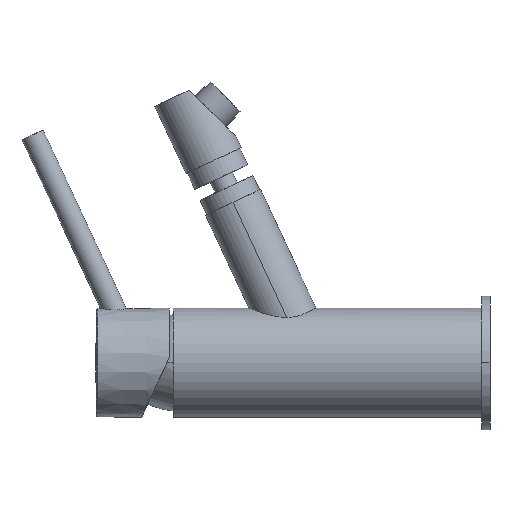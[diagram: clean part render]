
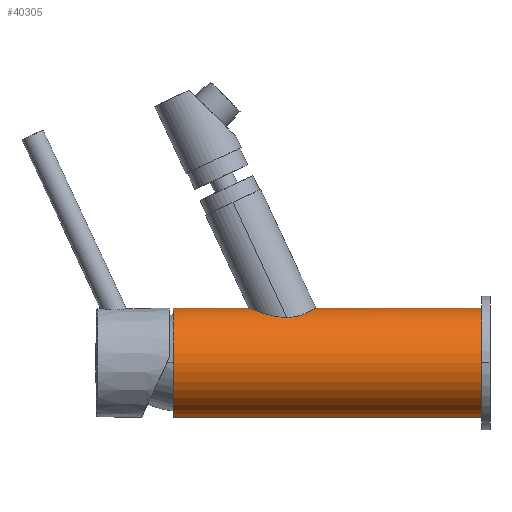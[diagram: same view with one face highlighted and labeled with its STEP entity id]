
A CAD part, left-side view. The second image highlights one B-rep face of the part: STEP entity #40305.
In plain terms, the highlighted cylindrical face has radius 22.5 mm (diameter 45 mm), a partial arc.
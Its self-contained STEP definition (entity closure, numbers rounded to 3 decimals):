
#12334=CARTESIAN_POINT('',(0.,127.,0.));
#12335=DIRECTION('',(0.,1.,0.));
#12336=DIRECTION('',(0.,0.,-1.));
#12337=AXIS2_PLACEMENT_3D('',#12334,#12335,#12336);
#12354=DIRECTION('',(0.,1.,0.));
#12355=VECTOR('',#12354,68.208);
#12356=CARTESIAN_POINT('',(0.,0.,22.5));
#12357=LINE('',#12356,#12355);
#12358=CARTESIAN_POINT('',(0.,68.208,22.5));
#12410=CARTESIAN_POINT('',(0.,95.792,22.5));
#12412=DIRECTION('',(0.,1.,0.));
#12413=VECTOR('',#12412,31.208);
#12414=CARTESIAN_POINT('',(0.,95.792,22.5));
#12415=LINE('',#12414,#12413);
#13191=DIRECTION('',(0.,1.,0.));
#13192=VECTOR('',#13191,127.);
#13193=CARTESIAN_POINT('',(0.,0.,-22.5));
#13194=LINE('',#13193,#13192);
#13195=CARTESIAN_POINT('',(0.,95.792,22.5));
#13196=CARTESIAN_POINT('',(-0.239,95.792,22.5));
#13197=CARTESIAN_POINT('',(-0.717,95.774,
22.492));
#13198=CARTESIAN_POINT('',(-1.438,95.689,
22.458));
#13199=CARTESIAN_POINT('',(-2.161,95.546,
22.4));
#13200=CARTESIAN_POINT('',(-2.888,95.343,
22.318));
#13201=CARTESIAN_POINT('',(-3.624,95.074,
22.21));
#13202=CARTESIAN_POINT('',(-4.364,94.737,
22.077));
#13203=CARTESIAN_POINT('',(-5.108,94.327,
21.917));
#13204=CARTESIAN_POINT('',(-5.861,93.834,
21.728));
#13205=CARTESIAN_POINT('',(-6.616,93.254,
21.51));
#13206=CARTESIAN_POINT('',(-7.368,92.581,
21.264));
#13207=CARTESIAN_POINT('',(-8.108,91.813,
20.993));
#13208=CARTESIAN_POINT('',(-8.83,90.944,
20.7));
#13209=CARTESIAN_POINT('',(-9.517,89.982,
20.392));
#13210=CARTESIAN_POINT('',(-10.157,88.939,
20.081));
#13211=CARTESIAN_POINT('',(-10.732,87.834,
19.779));
#13212=CARTESIAN_POINT('',(-11.229,86.696,
19.5));
#13213=CARTESIAN_POINT('',(-11.644,85.545,
19.255));
#13214=CARTESIAN_POINT('',(-11.972,84.408,
19.052));
#13215=CARTESIAN_POINT('',(-12.217,83.298,
18.895));
#13216=CARTESIAN_POINT('',(-12.386,82.221,
18.784));
#13217=CARTESIAN_POINT('',(-12.481,81.19,
18.721));
#13218=CARTESIAN_POINT('',(-12.5,80.545,
18.708));
#13219=CARTESIAN_POINT('',(-12.5,80.232,
18.708));
#13221=CARTESIAN_POINT('',(-12.5,80.232,
18.708));
#13222=CARTESIAN_POINT('',(-12.5,79.938,
18.708));
#13223=CARTESIAN_POINT('',(-12.483,79.362,
18.72));
#13224=CARTESIAN_POINT('',(-12.409,78.53,
18.769));
#13225=CARTESIAN_POINT('',(-12.29,77.731,
18.847));
#13226=CARTESIAN_POINT('',(-12.126,76.963,
18.953));
#13227=CARTESIAN_POINT('',(-11.918,76.221,
19.085));
#13228=CARTESIAN_POINT('',(-11.666,75.503,
19.24));
#13229=CARTESIAN_POINT('',(-11.467,75.037,
19.359));
#13230=CARTESIAN_POINT('',(-11.359,74.808,
19.422));
#13232=CARTESIAN_POINT('',(-11.359,74.808,
19.422));
#13233=CARTESIAN_POINT('',(-11.004,74.363,
19.63));
#13234=CARTESIAN_POINT('',(-10.301,73.537,
20.015));
#13235=CARTESIAN_POINT('',(-9.287,72.489,
20.504));
#13236=CARTESIAN_POINT('',(-8.308,71.599,
20.918));
#13237=CARTESIAN_POINT('',(-7.365,70.85,
21.268));
#13238=CARTESIAN_POINT('',(-6.456,70.223,
21.56));
#13239=CARTESIAN_POINT('',(-5.579,69.701,
21.804));
#13240=CARTESIAN_POINT('',(-4.729,69.274,
22.003));
#13241=CARTESIAN_POINT('',(-3.903,68.928,
22.164));
#13242=CARTESIAN_POINT('',(-3.098,68.657,
22.291));
#13243=CARTESIAN_POINT('',(-2.309,68.453,
22.386));
#13244=CARTESIAN_POINT('',(-1.532,68.31,
22.452));
#13245=CARTESIAN_POINT('',(-0.764,68.226,
22.491));
#13246=CARTESIAN_POINT('',(-0.254,68.208,22.5));
#13247=CARTESIAN_POINT('',(0.,68.208,22.5));
#13249=CARTESIAN_POINT('',(0.,0.,0.));
#13250=DIRECTION('',(0.,1.,0.));
#13251=DIRECTION('',(0.,0.,-1.));
#13252=AXIS2_PLACEMENT_3D('',#13249,#13250,#13251);
#14493=CARTESIAN_POINT('',(0.,127.,22.5));
#14494=CARTESIAN_POINT('',(0.,127.,-22.5));
#14495=VERTEX_POINT('',#14493);
#14496=VERTEX_POINT('',#14494);
#17480=VERTEX_POINT('',#12358);
#17483=VERTEX_POINT('',#12410);
#17484=VERTEX_POINT('',#13232);
#17485=VERTEX_POINT('',#13219);
#17664=CARTESIAN_POINT('',(0.,0.,22.5));
#17665=CARTESIAN_POINT('',(0.,0.,-22.5));
#17666=VERTEX_POINT('',#17664);
#17667=VERTEX_POINT('',#17665);
#40287=CARTESIAN_POINT('',(0.,0.,0.));
#40288=DIRECTION('',(0.,1.,0.));
#40289=DIRECTION('',(0.,0.,1.));
#40290=AXIS2_PLACEMENT_3D('',#40287,#40288,#40289);
#40291=CYLINDRICAL_SURFACE('',#40290,22.5);
#40292=ORIENTED_EDGE('',*,*,#38922,.T.);
#40293=ORIENTED_EDGE('',*,*,#38887,.T.);
#40294=ORIENTED_EDGE('',*,*,#38919,.F.);
#40296=ORIENTED_EDGE('',*,*,#40295,.T.);
#40298=ORIENTED_EDGE('',*,*,#40297,.T.);
#40300=ORIENTED_EDGE('',*,*,#40299,.T.);
#40301=ORIENTED_EDGE('',*,*,#38911,.F.);
#40302=ORIENTED_EDGE('',*,*,#38946,.F.);
#40303=EDGE_LOOP('',(#40292,#40293,#40294,#40296,#40298,#40300,#40301,#40302));
#40304=FACE_OUTER_BOUND('',#40303,.F.);
#40305=ADVANCED_FACE('',(#40304),#40291,.T.);
#12338=CIRCLE('',#12337,22.5);
#13220=B_SPLINE_CURVE_WITH_KNOTS('',3,(#13195,#13196,#13197,#13198,#13199,
#13200,#13201,#13202,#13203,#13204,#13205,#13206,#13207,#13208,#13209,#13210,
#13211,#13212,#13213,#13214,#13215,#13216,#13217,#13218,#13219),.UNSPECIFIED.,
.F.,.F.,(4,1,1,1,1,1,1,1,1,1,1,1,1,1,1,1,1,1,1,1,1,1,4),(0.,0.045,
0.091,0.136,0.182,0.227,
0.273,0.318,0.364,0.409,
0.455,0.5,0.545,0.591,0.636,
0.682,0.727,0.773,0.818,
0.864,0.909,0.955,1.),.UNSPECIFIED.);
#13231=B_SPLINE_CURVE_WITH_KNOTS('',3,(#13221,#13222,#13223,#13224,#13225,
#13226,#13227,#13228,#13229,#13230),.UNSPECIFIED.,.F.,.F.,(4,1,1,1,1,1,1,4),(
0.,0.143,0.286,0.429,0.571,
0.714,0.857,1.),.UNSPECIFIED.);
#13248=B_SPLINE_CURVE_WITH_KNOTS('',3,(#13232,#13233,#13234,#13235,#13236,
#13237,#13238,#13239,#13240,#13241,#13242,#13243,#13244,#13245,#13246,#13247),
.UNSPECIFIED.,.F.,.F.,(4,1,1,1,1,1,1,1,1,1,1,1,1,4),(0.,0.077,
0.154,0.231,0.308,0.385,
0.462,0.538,0.615,0.692,
0.769,0.846,0.923,1.),.UNSPECIFIED.);
#13253=CIRCLE('',#13252,22.5);
#38887=EDGE_CURVE('',#14496,#14495,#12338,.T.);
#38911=EDGE_CURVE('',#17666,#17480,#12357,.T.);
#38919=EDGE_CURVE('',#17483,#14495,#12415,.T.);
#38922=EDGE_CURVE('',#17667,#14496,#13194,.T.);
#38946=EDGE_CURVE('',#17667,#17666,#13253,.T.);
#40295=EDGE_CURVE('',#17483,#17485,#13220,.T.);
#40297=EDGE_CURVE('',#17485,#17484,#13231,.T.);
#40299=EDGE_CURVE('',#17484,#17480,#13248,.T.);
